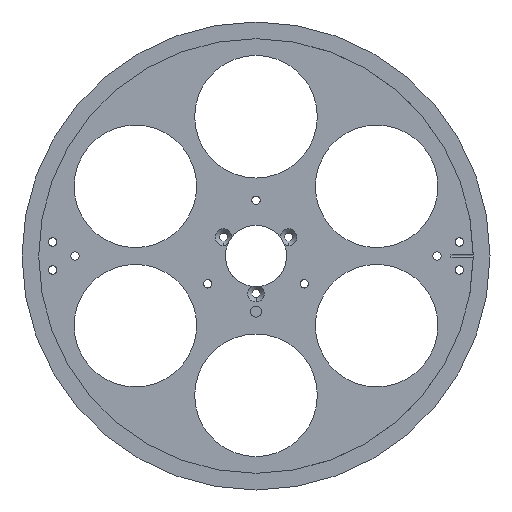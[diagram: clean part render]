
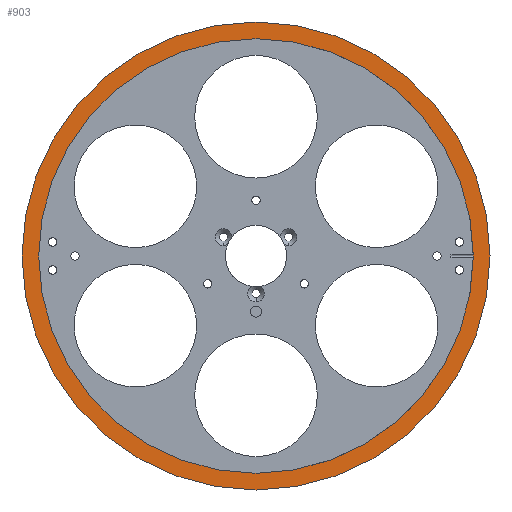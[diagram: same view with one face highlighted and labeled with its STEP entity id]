
A CAD part, front view. The second image highlights one B-rep face of the part: STEP entity #903.
In plain terms, the highlighted planar face has unit normal (0, -1, 0).
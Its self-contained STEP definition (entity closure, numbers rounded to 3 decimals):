
#27 = DIRECTION ( 'NONE',  ( 0., -1., 0. ) ) ;
#134 = AXIS2_PLACEMENT_3D ( 'NONE', #2732, #2743, #2565 ) ;
#141 = FACE_BOUND ( 'NONE', #176, .T. ) ;
#176 = EDGE_LOOP ( 'NONE', ( #732, #1548 ) ) ;
#219 = CARTESIAN_POINT ( 'NONE',  ( 0., 0., 0. ) ) ;
#311 = ORIENTED_EDGE ( 'NONE', *, *, #953, .F. ) ;
#387 = PLANE ( 'NONE',  #1358 ) ;
#525 = AXIS2_PLACEMENT_3D ( 'NONE', #2358, #822, #1086 ) ;
#552 = DIRECTION ( 'NONE',  ( 0., 1., 0. ) ) ;
#661 = DIRECTION ( 'NONE',  ( 0., 0., -1. ) ) ;
#674 = CARTESIAN_POINT ( 'NONE',  ( 0., 0., 78. ) ) ;
#732 = ORIENTED_EDGE ( 'NONE', *, *, #1274, .F. ) ;
#806 = VERTEX_POINT ( 'NONE', #1223 ) ;
#822 = DIRECTION ( 'NONE',  ( 0., 1., 0. ) ) ;
#832 = EDGE_CURVE ( 'NONE', #806, #1333, #1008, .T. ) ;
#903 = ADVANCED_FACE ( 'NONE', ( #141, #2704 ), #387, .F. ) ;
#953 = EDGE_CURVE ( 'NONE', #1333, #806, #2742, .T. ) ;
#976 = VERTEX_POINT ( 'NONE', #674 ) ;
#1008 = CIRCLE ( 'NONE', #1815, 84. ) ;
#1018 = EDGE_CURVE ( 'NONE', #976, #2006, #1139, .T. ) ;
#1086 = DIRECTION ( 'NONE',  ( 0., 0., 1. ) ) ;
#1139 = CIRCLE ( 'NONE', #134, 78. ) ;
#1197 = CARTESIAN_POINT ( 'NONE',  ( 0., 0., -78. ) ) ;
#1199 = EDGE_LOOP ( 'NONE', ( #311, #2166 ) ) ;
#1223 = CARTESIAN_POINT ( 'NONE',  ( 0., 0., 84. ) ) ;
#1274 = EDGE_CURVE ( 'NONE', #2006, #976, #2216, .T. ) ;
#1333 = VERTEX_POINT ( 'NONE', #1540 ) ;
#1358 = AXIS2_PLACEMENT_3D ( 'NONE', #2457, #1651, #2497 ) ;
#1540 = CARTESIAN_POINT ( 'NONE',  ( 0., 0., -84. ) ) ;
#1548 = ORIENTED_EDGE ( 'NONE', *, *, #1018, .F. ) ;
#1651 = DIRECTION ( 'NONE',  ( 0., 1., 0. ) ) ;
#1815 = AXIS2_PLACEMENT_3D ( 'NONE', #2069, #552, #1835 ) ;
#1835 = DIRECTION ( 'NONE',  ( 0., 0., 1. ) ) ;
#1963 = AXIS2_PLACEMENT_3D ( 'NONE', #219, #27, #661 ) ;
#2006 = VERTEX_POINT ( 'NONE', #1197 ) ;
#2069 = CARTESIAN_POINT ( 'NONE',  ( 0., 0., 0. ) ) ;
#2166 = ORIENTED_EDGE ( 'NONE', *, *, #832, .F. ) ;
#2216 = CIRCLE ( 'NONE', #1963, 78. ) ;
#2358 = CARTESIAN_POINT ( 'NONE',  ( 0., 0., 0. ) ) ;
#2457 = CARTESIAN_POINT ( 'NONE',  ( 0., 0., 0. ) ) ;
#2497 = DIRECTION ( 'NONE',  ( 0., 0., 1. ) ) ;
#2565 = DIRECTION ( 'NONE',  ( 0., 0., -1. ) ) ;
#2704 = FACE_OUTER_BOUND ( 'NONE', #1199, .T. ) ;
#2732 = CARTESIAN_POINT ( 'NONE',  ( 0., 0., 0. ) ) ;
#2742 = CIRCLE ( 'NONE', #525, 84. ) ;
#2743 = DIRECTION ( 'NONE',  ( 0., -1., 0. ) ) ;
